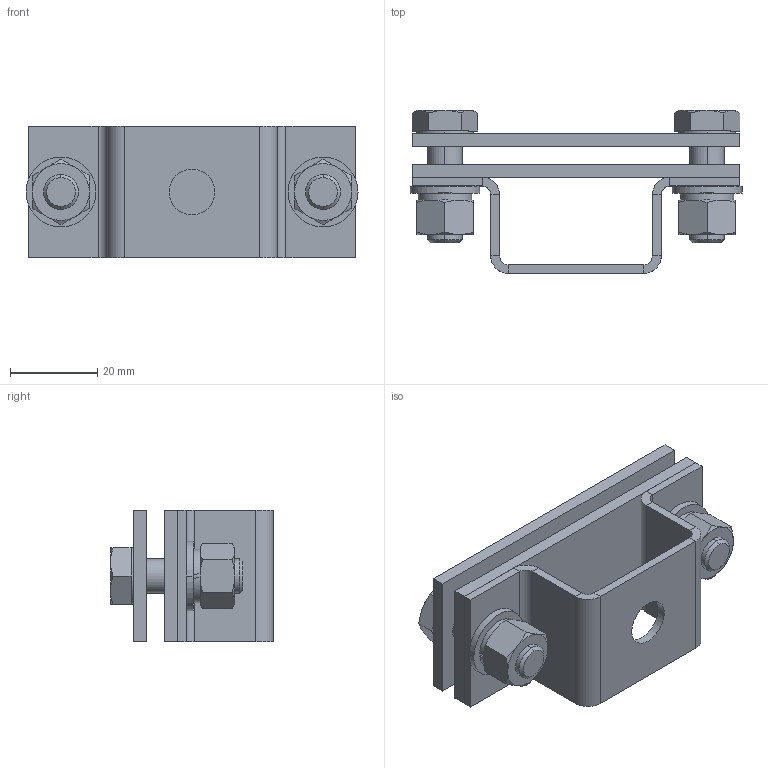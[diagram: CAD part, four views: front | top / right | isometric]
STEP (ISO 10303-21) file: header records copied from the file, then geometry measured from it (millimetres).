
FILE_DESCRIPTION (( 'STEP AP203' ), '1' );
FILE_NAME ('2612 Äåðæàòåëü ïîëîñà I ïîëîñà íà ìîñòîâîé îïîðå 75õ30õ2, 2 ïëàñòèíû.STEP', '2024-04-23T11:49:33', ( '' ), ( '' ), 'SwSTEP 2.0', 'SolidWorks 2022', '' );
FILE_SCHEMA (( 'CONFIG_CONTROL_DESIGN' ));
Length unit declared in the file: millimetre
Products named in the file (7): hex screw gradeab_iso_ISO 4017 - M8 x 25-N; hex nut gradec_iso_ISO - 4034 - M8 - N; 2612U.001 Пластина под полосу_00; 2612 Держатель полоса I полоса на мостовой опоре 75х30х2, 2 пластины; ГОСТ 11371-78_Шайба A.8 ГОСТ 11371-78; 2611U.001 Опора; ГОСТ 6402-70_Шайба 8Л ГОСТ 6402-70
Assembly tree (11 placements, depth 2):
  2612 Держатель полоса I полоса на мостовой опоре 75х30х2, 2 пластины
    2611U.001 Опора
    2612U.001 Пластина под полосу_00  x2
    hex screw gradeab_iso_ISO 4017 - M8 x 25-N  x2
    hex nut gradec_iso_ISO - 4034 - M8 - N  x2
    ГОСТ 6402-70_Шайба 8Л ГОСТ 6402-70  x2
    ГОСТ 11371-78_Шайба A.8 ГОСТ 11371-78  x2
Bounding box: 76 x 37.3 x 30 mm (x, y, z)
Volume: 25426.6 mm3; surface area: 22049.2 mm2
Topology: 11 solids, 11 shells, 206 faces, 442 edges, 260 vertices
Faces by surface type: plane 100, cylinder 54, cone 48, torus 4
Entity records: 4377 total; most frequent: CARTESIAN_POINT 779, DIRECTION 604, ORIENTED_EDGE 536, EDGE_CURVE 268, AXIS2_PLACEMENT_3D 237, VERTEX_POINT 156, EDGE_LOOP 140, LINE 130
